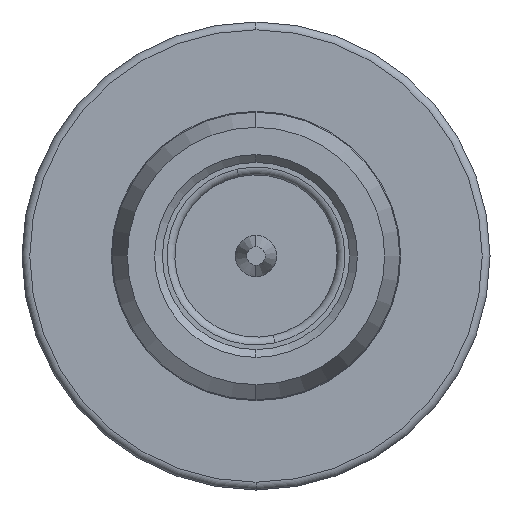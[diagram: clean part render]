
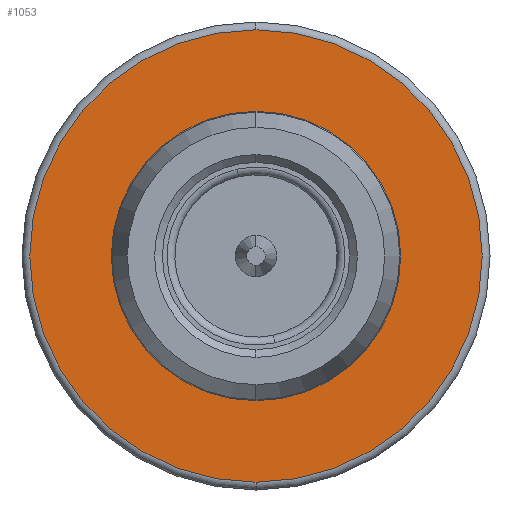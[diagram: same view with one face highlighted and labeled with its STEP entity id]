
A CAD part, left-side view. The second image highlights one B-rep face of the part: STEP entity #1053.
In plain terms, the highlighted planar face has unit normal (-1, 0, 0).
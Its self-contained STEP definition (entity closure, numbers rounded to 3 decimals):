
#7 = ORIENTED_EDGE ( 'NONE', *, *, #2397, .F. ) ;
#12 = DIRECTION ( 'NONE',  ( -1., 0., 0. ) ) ;
#132 = VERTEX_POINT ( 'NONE', #2154 ) ;
#490 = ORIENTED_EDGE ( 'NONE', *, *, #3532, .T. ) ;
#581 = AXIS2_PLACEMENT_3D ( 'NONE', #3319, #1062, #3712 ) ;
#635 = CARTESIAN_POINT ( 'NONE',  ( 6., 1.855, 0. ) ) ;
#698 = AXIS2_PLACEMENT_3D ( 'NONE', #635, #3256, #1003 ) ;
#708 = CARTESIAN_POINT ( 'NONE',  ( 6., 0., 0. ) ) ;
#949 = EDGE_LOOP ( 'NONE', ( #2874, #7 ) ) ;
#1003 = DIRECTION ( 'NONE',  ( 0., 0., -1. ) ) ;
#1053 = ADVANCED_FACE ( 'NONE', ( #3496, #2626 ), #4005, .F. ) ;
#1062 = DIRECTION ( 'NONE',  ( -1., 0., 0. ) ) ;
#1076 = DIRECTION ( 'NONE',  ( 0., 0., -1. ) ) ;
#1520 = CIRCLE ( 'NONE', #3094, 1.855 ) ;
#1669 = CARTESIAN_POINT ( 'NONE',  ( 6., 0., 0. ) ) ;
#1769 = CARTESIAN_POINT ( 'NONE',  ( 6., 0., 1.855 ) ) ;
#1904 = VERTEX_POINT ( 'NONE', #1769 ) ;
#2023 = EDGE_CURVE ( 'NONE', #4274, #132, #3610, .T. ) ;
#2047 = DIRECTION ( 'NONE',  ( 0., 0., 1. ) ) ;
#2154 = CARTESIAN_POINT ( 'NONE',  ( 6., 0., 2.9 ) ) ;
#2269 = CARTESIAN_POINT ( 'NONE',  ( 6., 0., 0. ) ) ;
#2397 = EDGE_CURVE ( 'NONE', #4918, #1904, #4915, .T. ) ;
#2516 = EDGE_CURVE ( 'NONE', #1904, #4918, #1520, .T. ) ;
#2557 = EDGE_LOOP ( 'NONE', ( #4890, #490 ) ) ;
#2626 = FACE_BOUND ( 'NONE', #949, .T. ) ;
#2646 = DIRECTION ( 'NONE',  ( 0., 0., -1. ) ) ;
#2722 = AXIS2_PLACEMENT_3D ( 'NONE', #708, #3331, #1076 ) ;
#2874 = ORIENTED_EDGE ( 'NONE', *, *, #2516, .F. ) ;
#3094 = AXIS2_PLACEMENT_3D ( 'NONE', #1669, #4310, #2047 ) ;
#3256 = DIRECTION ( 'NONE',  ( 1., 0., 0. ) ) ;
#3319 = CARTESIAN_POINT ( 'NONE',  ( 6., 0., 0. ) ) ;
#3331 = DIRECTION ( 'NONE',  ( -1., 0., 0. ) ) ;
#3389 = AXIS2_PLACEMENT_3D ( 'NONE', #2269, #12, #2646 ) ;
#3496 = FACE_OUTER_BOUND ( 'NONE', #2557, .T. ) ;
#3532 = EDGE_CURVE ( 'NONE', #132, #4274, #3597, .T. ) ;
#3597 = CIRCLE ( 'NONE', #3389, 2.9 ) ;
#3610 = CIRCLE ( 'NONE', #2722, 2.9 ) ;
#3634 = CARTESIAN_POINT ( 'NONE',  ( 6., 0., -2.9 ) ) ;
#3712 = DIRECTION ( 'NONE',  ( 0., 0., 1. ) ) ;
#4005 = PLANE ( 'NONE',  #698 ) ;
#4274 = VERTEX_POINT ( 'NONE', #3634 ) ;
#4310 = DIRECTION ( 'NONE',  ( -1., 0., 0. ) ) ;
#4395 = CARTESIAN_POINT ( 'NONE',  ( 6., 0., -1.855 ) ) ;
#4890 = ORIENTED_EDGE ( 'NONE', *, *, #2023, .T. ) ;
#4915 = CIRCLE ( 'NONE', #581, 1.855 ) ;
#4918 = VERTEX_POINT ( 'NONE', #4395 ) ;
